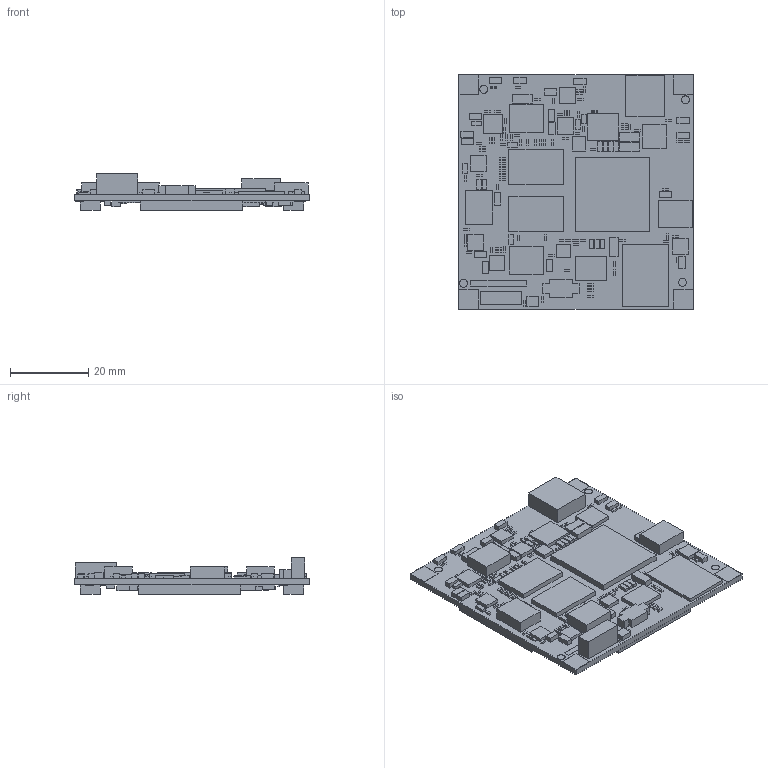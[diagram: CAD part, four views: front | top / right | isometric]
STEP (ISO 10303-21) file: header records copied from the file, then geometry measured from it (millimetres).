
FILE_DESCRIPTION(/* description */ ('PCB Design'),/* implementation_level */ '2;1');
FILE_NAME(/* name */ 'AC7015-STEP',/* time_stamp */ '2021-09-16T13:31:03+08:00',/* author */ ('ALINX-11'),/* organization */ (''),/* preprocessor_version */ 'ST-DEVELOPER v16',/* originating_system */ 'allegro_17.2S007',/* authorisation */ '');
FILE_SCHEMA (('AUTOMOTIVE_DESIGN { 1 0 10303 214 3 1 1 }'));
Length unit declared in the file: inch
Products named in the file (33): AC7015-STEP; BOARD_OUTLINE; COMPONENTS; AXK680137YG; MINIUSBB; QFN-28; OSC6-5X7; L0603; FBGA_96; OSC3_2X2_5; MLP8; TCM811TERCTR; KEY735SO; C0805; C1206; C0603; LED_0805; R0603; R1206; R0402; C0402; FID_C40M80; SON10; CLG485; 2P2_1_27MM; VQFN_3_5; VFBGA; SOT-23; TPS51200DRCR; HDR1X6; TLV62130RGT; CDRH6D38NP_5R; FPAD_1
Assembly tree (338 placements, depth 3):
  AC7015-STEP
    BOARD_OUTLINE
    COMPONENTS
      AXK680137YG  x4
      MINIUSBB
      QFN-28
      OSC6-5X7
      L0603  x4
      FBGA_96  x2
      OSC3_2X2_5  x2
      MLP8
      TCM811TERCTR
      KEY735SO
      C0805  x21
      C1206  x16
      C0603  x29
      LED_0805  x4
      R0603  x2
      R1206
      R0402  x90
      C0402  x127
      FID_C40M80  x8
      SON10  x2
      CLG485
      2P2_1_27MM
      VQFN_3_5
      VFBGA
      SOT-23
      TPS51200DRCR
      HDR1X6
      TLV62130RGT  x3
      CDRH6D38NP_5R  x4
      FPAD_1  x4
Bounding box: 60 x 60 x 9.3 mm (x, y, z)
Surface area: 16340 mm2 (no closed solid volume)
Topology: 0 solids, 337 shells, 2018 faces, 4371 edges, 2688 vertices
Faces by surface type: plane 1998, cylinder 20
Entity records: 8463 total; most frequent: DIRECTION 1226, AXIS2_PLACEMENT_3D 884, ORIENTED_EDGE 804, CARTESIAN_POINT 689, EDGE_CURVE 435, VECTOR 423, LINE 423, PRODUCT_DEFINITION_SHAPE 371
